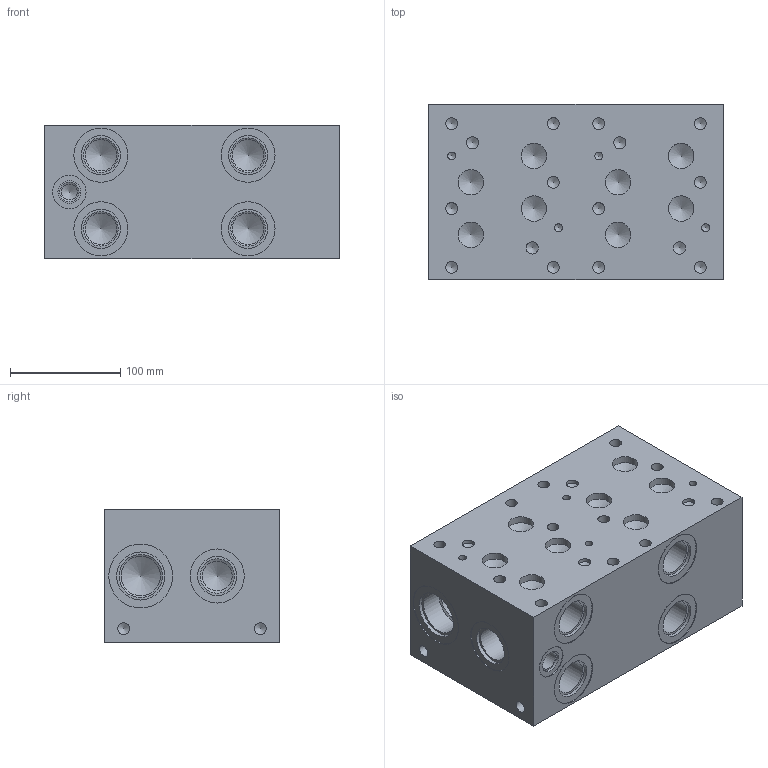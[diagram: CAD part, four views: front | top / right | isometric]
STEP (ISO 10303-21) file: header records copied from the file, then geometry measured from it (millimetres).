
FILE_DESCRIPTION((''),'2;1');
FILE_NAME('AD08P025S_1PA.stp','2012-11-12T16:04:06',('juliea'),(''),'Autodesk Inventor 2012','Autodesk Inventor 2012','');
FILE_SCHEMA(('AUTOMOTIVE_DESIGN { 1 0 10303 214 1 1 1 1 }'));
Length unit declared in the file: millimetre
Products named in the file (1): AD08P025S_1PA_3D
Bounding box: 266.7 x 158.75 x 120.65 mm (x, y, z)
Volume: 4761855 mm3; surface area: 241972.7 mm2
Topology: 1 solids, 1 shells, 158 faces, 337 edges, 203 vertices
Faces by surface type: cylinder 76, cone 54, plane 28
Full cylindrical faces by diameter (mm): 7.137 x4, 9.525 x2, 9.881 x2, 10.719 x16, 11.113 x1, 11.125 x3, 12.395 x2, 14.3 x1, 17.501 x1, 20.599 x1, 21.285 x2, 23.012 x6, 23.017 x2, 26.975 x2, 28.575 x4, 30.251 x1, 31.267 x6, 35.509 x6, 35.712 x2, 39.218 x2, 43.51 x2, 48.971 x6, 57.963 x2
Entity records: 3222 total; most frequent: DIRECTION 634, CARTESIAN_POINT 483, ORIENTED_EDGE 328, AXIS2_PLACEMENT_3D 311, EDGE_LOOP 310, EDGE_CURVE 164, VERTEX_POINT 160, FACE_OUTER_BOUND 158
